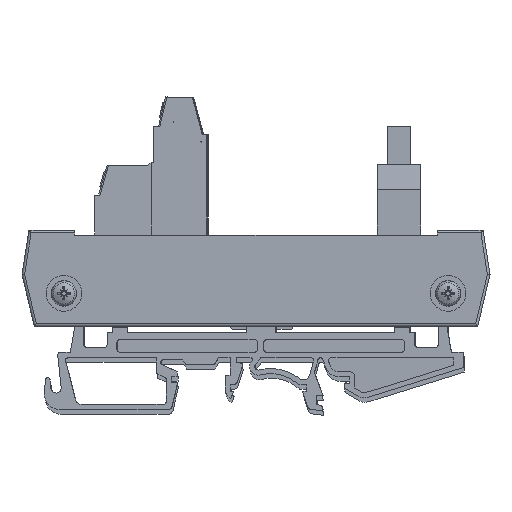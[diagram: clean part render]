
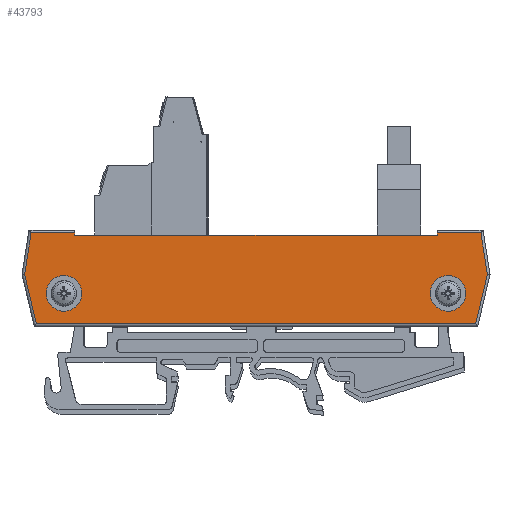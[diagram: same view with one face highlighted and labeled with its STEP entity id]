
A CAD part, left-side view. The second image highlights one B-rep face of the part: STEP entity #43793.
In plain terms, the highlighted face is planar.
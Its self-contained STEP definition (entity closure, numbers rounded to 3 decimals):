
#43332=CARTESIAN_POINT('',(-16.628,6.238,5.0));
#43333=VERTEX_POINT('',#43332);
#43340=CARTESIAN_POINT('',(54.672,6.238,5.0));
#43341=VERTEX_POINT('',#43340);
#43342=CARTESIAN_POINT('',(54.672,6.238,5.0));
#43343=DIRECTION('',(-1.0,0.0,0.0));
#43344=VECTOR('',#43343,71.3);
#43345=LINE('',#43342,#43344);
#43346=EDGE_CURVE('',#43341,#43333,#43345,.T.);
#43589=CARTESIAN_POINT('',(60.272,-5.162,5.0));
#43590=VERTEX_POINT('',#43589);
#43591=CARTESIAN_POINT('',(56.772,-5.162,5.0));
#43592=DIRECTION('',(0.0,0.0,-1.0));
#43593=DIRECTION('',(-1.0,0.0,0.0));
#43594=AXIS2_PLACEMENT_3D('',#43591,#43592,#43593);
#43595=CIRCLE('',#43594,3.5);
#43596=EDGE_CURVE('',#43590,#43590,#43595,.T.);
#43629=CARTESIAN_POINT('',(-15.228,-5.162,5.0));
#43630=VERTEX_POINT('',#43629);
#43631=CARTESIAN_POINT('',(-18.728,-5.162,5.0));
#43632=DIRECTION('',(0.0,0.0,-1.0));
#43633=DIRECTION('',(-1.0,0.0,0.0));
#43634=AXIS2_PLACEMENT_3D('',#43631,#43632,#43633);
#43635=CIRCLE('',#43634,3.5);
#43636=EDGE_CURVE('',#43630,#43630,#43635,.T.);
#43670=CARTESIAN_POINT('',(54.672,6.738,5.0));
#43671=VERTEX_POINT('',#43670);
#43672=CARTESIAN_POINT('',(54.672,6.738,5.0));
#43673=DIRECTION('',(0.0,-1.0,0.0));
#43674=VECTOR('',#43673,0.5);
#43675=LINE('',#43672,#43674);
#43676=EDGE_CURVE('',#43671,#43341,#43675,.T.);
#43701=CARTESIAN_POINT('',(-16.628,6.738,5.0));
#43702=VERTEX_POINT('',#43701);
#43710=CARTESIAN_POINT('',(-16.628,6.238,5.0));
#43711=DIRECTION('',(0.0,1.0,0.0));
#43712=VECTOR('',#43711,0.5);
#43713=LINE('',#43710,#43712);
#43714=EDGE_CURVE('',#43333,#43702,#43713,.T.);
#43723=CARTESIAN_POINT('',(19.022,-2.126,5.0));
#43724=DIRECTION('',(0.0,0.0,1.0));
#43725=DIRECTION('',(1.0,0.0,0.0));
#43726=AXIS2_PLACEMENT_3D('',#43723,#43724,#43725);
#43727=PLANE('',#43726);
#43728=ORIENTED_EDGE('',*,*,#43676,.T.);
#43729=ORIENTED_EDGE('',*,*,#43346,.T.);
#43730=ORIENTED_EDGE('',*,*,#43714,.T.);
#43731=CARTESIAN_POINT('',(-25.176,6.738,5.0));
#43732=VERTEX_POINT('',#43731);
#43733=CARTESIAN_POINT('',(-25.176,6.738,5.0));
#43734=DIRECTION('',(1.0,0.0,0.0));
#43735=VECTOR('',#43734,8.548);
#43736=LINE('',#43733,#43735);
#43737=EDGE_CURVE('',#43732,#43702,#43736,.T.);
#43738=ORIENTED_EDGE('',*,*,#43737,.F.);
#43739=CARTESIAN_POINT('',(-26.459,-1.405,5.0));
#43740=VERTEX_POINT('',#43739);
#43741=CARTESIAN_POINT('',(-26.459,-1.405,5.0));
#43742=DIRECTION('',(0.156,0.988,0.0));
#43743=VECTOR('',#43742,8.244);
#43744=LINE('',#43741,#43743);
#43745=EDGE_CURVE('',#43740,#43732,#43744,.T.);
#43746=ORIENTED_EDGE('',*,*,#43745,.F.);
#43747=CARTESIAN_POINT('',(-24.157,-11.162,5.0));
#43748=VERTEX_POINT('',#43747);
#43749=CARTESIAN_POINT('',(-24.157,-11.162,5.0));
#43750=DIRECTION('',(-0.23,0.973,0.0));
#43751=VECTOR('',#43750,10.024);
#43752=LINE('',#43749,#43751);
#43753=EDGE_CURVE('',#43748,#43740,#43752,.T.);
#43754=ORIENTED_EDGE('',*,*,#43753,.F.);
#43755=CARTESIAN_POINT('',(62.201,-11.162,5.0));
#43756=VERTEX_POINT('',#43755);
#43757=CARTESIAN_POINT('',(62.201,-11.162,5.0));
#43758=DIRECTION('',(-1.0,0.0,0.0));
#43759=VECTOR('',#43758,86.358);
#43760=LINE('',#43757,#43759);
#43761=EDGE_CURVE('',#43756,#43748,#43760,.T.);
#43762=ORIENTED_EDGE('',*,*,#43761,.F.);
#43763=CARTESIAN_POINT('',(64.503,-1.405,5.0));
#43764=VERTEX_POINT('',#43763);
#43765=CARTESIAN_POINT('',(64.503,-1.405,5.0));
#43766=DIRECTION('',(-0.23,-0.973,0.0));
#43767=VECTOR('',#43766,10.024);
#43768=LINE('',#43765,#43767);
#43769=EDGE_CURVE('',#43764,#43756,#43768,.T.);
#43770=ORIENTED_EDGE('',*,*,#43769,.F.);
#43771=CARTESIAN_POINT('',(63.22,6.738,5.0));
#43772=VERTEX_POINT('',#43771);
#43773=CARTESIAN_POINT('',(63.22,6.738,5.0));
#43774=DIRECTION('',(0.156,-0.988,0.0));
#43775=VECTOR('',#43774,8.244);
#43776=LINE('',#43773,#43775);
#43777=EDGE_CURVE('',#43772,#43764,#43776,.T.);
#43778=ORIENTED_EDGE('',*,*,#43777,.F.);
#43779=CARTESIAN_POINT('',(54.672,6.738,5.0));
#43780=DIRECTION('',(1.0,0.0,0.0));
#43781=VECTOR('',#43780,8.548);
#43782=LINE('',#43779,#43781);
#43783=EDGE_CURVE('',#43671,#43772,#43782,.T.);
#43784=ORIENTED_EDGE('',*,*,#43783,.F.);
#43785=EDGE_LOOP('',(#43728,#43729,#43730,#43738,#43746,#43754,#43762,#43770,#43778,#43784));
#43786=FACE_OUTER_BOUND('',#43785,.T.);
#43787=ORIENTED_EDGE('',*,*,#43596,.T.);
#43788=EDGE_LOOP('',(#43787));
#43789=FACE_BOUND('',#43788,.T.);
#43790=ORIENTED_EDGE('',*,*,#43636,.T.);
#43791=EDGE_LOOP('',(#43790));
#43792=FACE_BOUND('',#43791,.T.);
#43793=ADVANCED_FACE('',(#43786,#43789,#43792),#43727,.T.);
